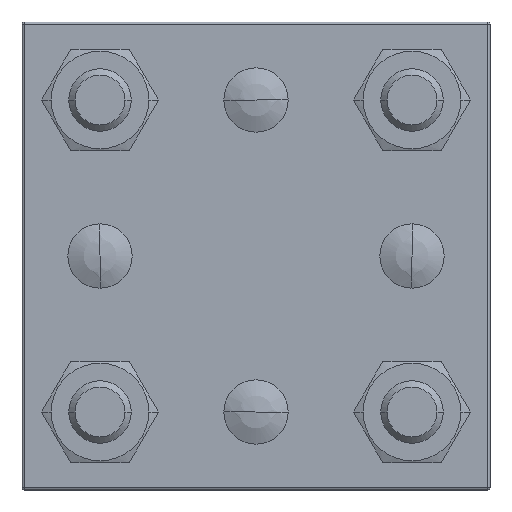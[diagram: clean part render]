
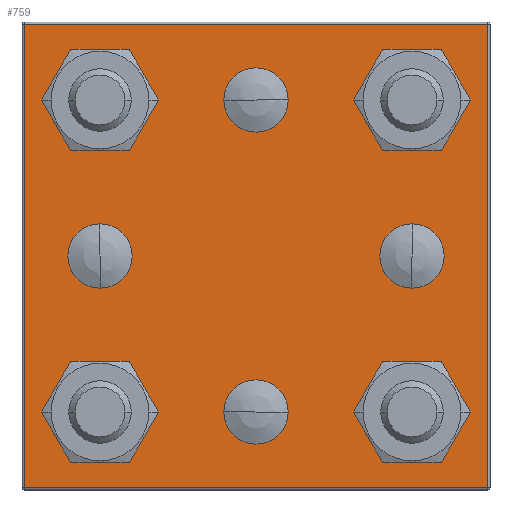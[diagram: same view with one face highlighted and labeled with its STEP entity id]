
A CAD part, front view. The second image highlights one B-rep face of the part: STEP entity #759.
In plain terms, the highlighted face is planar.
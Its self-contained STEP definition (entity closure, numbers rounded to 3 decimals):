
#102=CARTESIAN_POINT('',(20.,4.,20.));
#103=DIRECTION('',(0.,-1.,0.));
#104=DIRECTION('',(1.,0.,0.));
#105=AXIS2_PLACEMENT_3D('',#102,#103,#104);
#107=CARTESIAN_POINT('',(20.,4.,20.));
#108=DIRECTION('',(0.,-1.,0.));
#109=DIRECTION('',(-1.,0.,0.));
#110=AXIS2_PLACEMENT_3D('',#107,#108,#109);
#112=CARTESIAN_POINT('',(-20.,4.,20.));
#113=DIRECTION('',(0.,-1.,0.));
#114=DIRECTION('',(1.,0.,0.));
#115=AXIS2_PLACEMENT_3D('',#112,#113,#114);
#117=CARTESIAN_POINT('',(-20.,4.,20.));
#118=DIRECTION('',(0.,-1.,0.));
#119=DIRECTION('',(-1.,0.,0.));
#120=AXIS2_PLACEMENT_3D('',#117,#118,#119);
#122=CARTESIAN_POINT('',(20.,4.,-20.));
#123=DIRECTION('',(0.,-1.,0.));
#124=DIRECTION('',(1.,0.,0.));
#125=AXIS2_PLACEMENT_3D('',#122,#123,#124);
#127=CARTESIAN_POINT('',(20.,4.,-20.));
#128=DIRECTION('',(0.,-1.,0.));
#129=DIRECTION('',(-1.,0.,0.));
#130=AXIS2_PLACEMENT_3D('',#127,#128,#129);
#132=CARTESIAN_POINT('',(-20.,4.,-20.));
#133=DIRECTION('',(0.,-1.,0.));
#134=DIRECTION('',(1.,0.,0.));
#135=AXIS2_PLACEMENT_3D('',#132,#133,#134);
#137=CARTESIAN_POINT('',(-20.,4.,-20.));
#138=DIRECTION('',(0.,-1.,0.));
#139=DIRECTION('',(-1.,0.,0.));
#140=AXIS2_PLACEMENT_3D('',#137,#138,#139);
#142=CARTESIAN_POINT('',(0.,4.,20.));
#143=DIRECTION('',(0.,1.,0.));
#144=DIRECTION('',(1.,0.,0.));
#145=AXIS2_PLACEMENT_3D('',#142,#143,#144);
#147=CARTESIAN_POINT('',(0.,4.,20.));
#148=DIRECTION('',(0.,1.,0.));
#149=DIRECTION('',(-1.,0.,0.));
#150=AXIS2_PLACEMENT_3D('',#147,#148,#149);
#152=CARTESIAN_POINT('',(0.,4.,-20.));
#153=DIRECTION('',(0.,-1.,0.));
#154=DIRECTION('',(1.,0.,0.));
#155=AXIS2_PLACEMENT_3D('',#152,#153,#154);
#157=CARTESIAN_POINT('',(0.,4.,-20.));
#158=DIRECTION('',(0.,-1.,0.));
#159=DIRECTION('',(-1.,0.,0.));
#160=AXIS2_PLACEMENT_3D('',#157,#158,#159);
#162=CARTESIAN_POINT('',(20.,4.,0.));
#163=DIRECTION('',(0.,1.,0.));
#164=DIRECTION('',(0.,0.,-1.));
#165=AXIS2_PLACEMENT_3D('',#162,#163,#164);
#167=CARTESIAN_POINT('',(20.,4.,0.));
#168=DIRECTION('',(0.,1.,0.));
#169=DIRECTION('',(0.,0.,1.));
#170=AXIS2_PLACEMENT_3D('',#167,#168,#169);
#172=CARTESIAN_POINT('',(-20.,4.,0.));
#173=DIRECTION('',(0.,-1.,0.));
#174=DIRECTION('',(0.,0.,-1.));
#175=AXIS2_PLACEMENT_3D('',#172,#173,#174);
#177=CARTESIAN_POINT('',(-20.,4.,0.));
#178=DIRECTION('',(0.,-1.,0.));
#179=DIRECTION('',(0.,0.,1.));
#180=AXIS2_PLACEMENT_3D('',#177,#178,#179);
#182=DIRECTION('',(1.,0.,0.));
#183=VECTOR('',#182,59.4);
#184=CARTESIAN_POINT('',(-29.7,4.,29.7));
#185=LINE('',#184,#183);
#186=DIRECTION('',(0.,0.,1.));
#187=VECTOR('',#186,59.4);
#188=CARTESIAN_POINT('',(-29.7,4.,-29.7));
#189=LINE('',#188,#187);
#190=DIRECTION('',(-1.,0.,0.));
#191=VECTOR('',#190,59.4);
#192=CARTESIAN_POINT('',(29.7,4.,-29.7));
#193=LINE('',#192,#191);
#194=DIRECTION('',(0.,0.,-1.));
#195=VECTOR('',#194,59.4);
#196=CARTESIAN_POINT('',(29.7,4.,29.7));
#197=LINE('',#196,#195);
#490=CARTESIAN_POINT('',(24.5,4.,20.));
#491=CARTESIAN_POINT('',(15.5,4.,20.));
#492=VERTEX_POINT('',#490);
#493=VERTEX_POINT('',#491);
#494=CARTESIAN_POINT('',(-15.5,4.,20.));
#495=CARTESIAN_POINT('',(-24.5,4.,20.));
#496=VERTEX_POINT('',#494);
#497=VERTEX_POINT('',#495);
#498=CARTESIAN_POINT('',(24.5,4.,-20.));
#499=CARTESIAN_POINT('',(15.5,4.,-20.));
#500=VERTEX_POINT('',#498);
#501=VERTEX_POINT('',#499);
#502=CARTESIAN_POINT('',(-15.5,4.,-20.));
#503=CARTESIAN_POINT('',(-24.5,4.,-20.));
#504=VERTEX_POINT('',#502);
#505=VERTEX_POINT('',#503);
#526=CARTESIAN_POINT('',(-29.7,4.,29.7));
#527=CARTESIAN_POINT('',(29.7,4.,29.7));
#528=VERTEX_POINT('',#526);
#529=VERTEX_POINT('',#527);
#530=CARTESIAN_POINT('',(29.7,4.,-29.7));
#531=VERTEX_POINT('',#530);
#536=CARTESIAN_POINT('',(-29.7,4.,-29.7));
#537=VERTEX_POINT('',#536);
#576=CARTESIAN_POINT('',(4.123,4.,20.));
#577=CARTESIAN_POINT('',(-4.123,4.,20.));
#578=VERTEX_POINT('',#576);
#579=VERTEX_POINT('',#577);
#588=CARTESIAN_POINT('',(4.123,4.,-20.));
#589=CARTESIAN_POINT('',(-4.123,4.,-20.));
#590=VERTEX_POINT('',#588);
#591=VERTEX_POINT('',#589);
#600=CARTESIAN_POINT('',(20.,4.,-4.123));
#601=CARTESIAN_POINT('',(20.,4.,4.123));
#602=VERTEX_POINT('',#600);
#603=VERTEX_POINT('',#601);
#612=CARTESIAN_POINT('',(-20.,4.,-4.123));
#613=CARTESIAN_POINT('',(-20.,4.,4.123));
#614=VERTEX_POINT('',#612);
#615=VERTEX_POINT('',#613);
#697=CARTESIAN_POINT('',(0.,4.,0.));
#698=DIRECTION('',(0.,1.,0.));
#699=DIRECTION('',(1.,0.,0.));
#700=AXIS2_PLACEMENT_3D('',#697,#698,#699);
#701=PLANE('',#700);
#703=ORIENTED_EDGE('',*,*,#702,.F.);
#705=ORIENTED_EDGE('',*,*,#704,.F.);
#707=ORIENTED_EDGE('',*,*,#706,.F.);
#709=ORIENTED_EDGE('',*,*,#708,.F.);
#710=EDGE_LOOP('',(#703,#705,#707,#709));
#711=FACE_OUTER_BOUND('',#710,.F.);
#713=ORIENTED_EDGE('',*,*,#712,.F.);
#715=ORIENTED_EDGE('',*,*,#714,.F.);
#716=EDGE_LOOP('',(#713,#715));
#717=FACE_BOUND('',#716,.F.);
#719=ORIENTED_EDGE('',*,*,#718,.F.);
#721=ORIENTED_EDGE('',*,*,#720,.F.);
#722=EDGE_LOOP('',(#719,#721));
#723=FACE_BOUND('',#722,.F.);
#725=ORIENTED_EDGE('',*,*,#724,.F.);
#727=ORIENTED_EDGE('',*,*,#726,.F.);
#728=EDGE_LOOP('',(#725,#727));
#729=FACE_BOUND('',#728,.F.);
#731=ORIENTED_EDGE('',*,*,#730,.T.);
#733=ORIENTED_EDGE('',*,*,#732,.T.);
#734=EDGE_LOOP('',(#731,#733));
#735=FACE_BOUND('',#734,.F.);
#737=ORIENTED_EDGE('',*,*,#736,.F.);
#739=ORIENTED_EDGE('',*,*,#738,.F.);
#740=EDGE_LOOP('',(#737,#739));
#741=FACE_BOUND('',#740,.F.);
#743=ORIENTED_EDGE('',*,*,#742,.T.);
#745=ORIENTED_EDGE('',*,*,#744,.T.);
#746=EDGE_LOOP('',(#743,#745));
#747=FACE_BOUND('',#746,.F.);
#749=ORIENTED_EDGE('',*,*,#748,.F.);
#751=ORIENTED_EDGE('',*,*,#750,.F.);
#752=EDGE_LOOP('',(#749,#751));
#753=FACE_BOUND('',#752,.F.);
#754=ORIENTED_EDGE('',*,*,#687,.F.);
#756=ORIENTED_EDGE('',*,*,#755,.F.);
#757=EDGE_LOOP('',(#754,#756));
#758=FACE_BOUND('',#757,.F.);
#759=ADVANCED_FACE('',(#711,#717,#723,#729,#735,#741,#747,#753,#758),#701,.T.);
#106=CIRCLE('',#105,4.5);
#111=CIRCLE('',#110,4.5);
#116=CIRCLE('',#115,4.5);
#121=CIRCLE('',#120,4.5);
#126=CIRCLE('',#125,4.5);
#131=CIRCLE('',#130,4.5);
#136=CIRCLE('',#135,4.5);
#141=CIRCLE('',#140,4.5);
#146=CIRCLE('',#145,4.123);
#151=CIRCLE('',#150,4.123);
#156=CIRCLE('',#155,4.123);
#161=CIRCLE('',#160,4.123);
#166=CIRCLE('',#165,4.123);
#171=CIRCLE('',#170,4.123);
#176=CIRCLE('',#175,4.123);
#181=CIRCLE('',#180,4.123);
#687=EDGE_CURVE('',#492,#493,#106,.T.);
#702=EDGE_CURVE('',#528,#529,#185,.T.);
#704=EDGE_CURVE('',#537,#528,#189,.T.);
#706=EDGE_CURVE('',#531,#537,#193,.T.);
#708=EDGE_CURVE('',#529,#531,#197,.T.);
#712=EDGE_CURVE('',#496,#497,#116,.T.);
#714=EDGE_CURVE('',#497,#496,#121,.T.);
#718=EDGE_CURVE('',#500,#501,#126,.T.);
#720=EDGE_CURVE('',#501,#500,#131,.T.);
#724=EDGE_CURVE('',#504,#505,#136,.T.);
#726=EDGE_CURVE('',#505,#504,#141,.T.);
#730=EDGE_CURVE('',#578,#579,#146,.T.);
#732=EDGE_CURVE('',#579,#578,#151,.T.);
#736=EDGE_CURVE('',#590,#591,#156,.T.);
#738=EDGE_CURVE('',#591,#590,#161,.T.);
#742=EDGE_CURVE('',#602,#603,#166,.T.);
#744=EDGE_CURVE('',#603,#602,#171,.T.);
#748=EDGE_CURVE('',#614,#615,#176,.T.);
#750=EDGE_CURVE('',#615,#614,#181,.T.);
#755=EDGE_CURVE('',#493,#492,#111,.T.);
